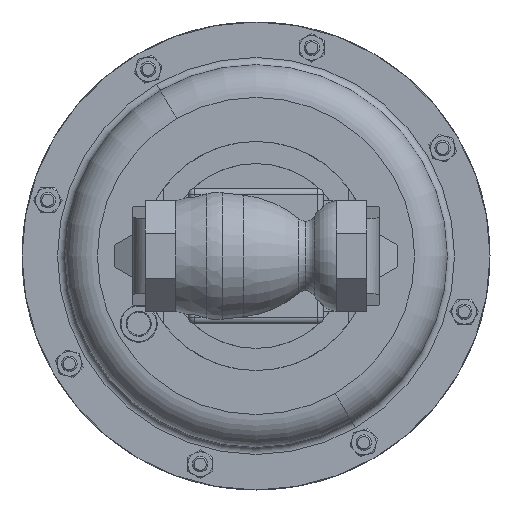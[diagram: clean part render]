
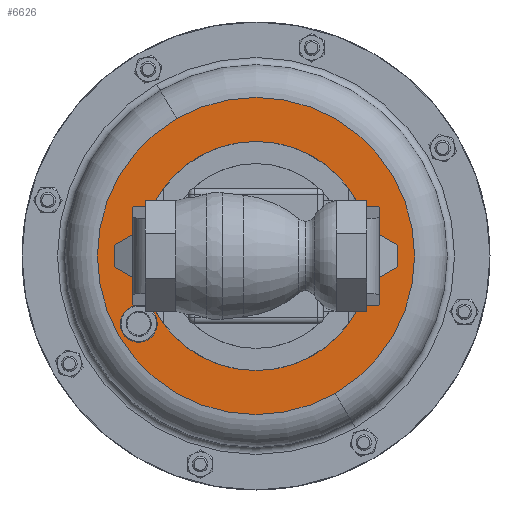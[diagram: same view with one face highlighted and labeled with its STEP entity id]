
A CAD part, front view. The second image highlights one B-rep face of the part: STEP entity #6626.
In plain terms, the highlighted planar face has unit normal (0, -1, 0).
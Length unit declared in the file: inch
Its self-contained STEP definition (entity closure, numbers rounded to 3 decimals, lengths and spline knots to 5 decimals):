
#47 = ORIENTED_EDGE ( 'NONE', *, *, #7698, .T. ) ;
#1273 = CARTESIAN_POINT ( 'NONE',  ( 0., 7.835, 0. ) ) ;
#2304 = DIRECTION ( 'NONE',  ( 0., -1., 0. ) ) ;
#2308 = CARTESIAN_POINT ( 'NONE',  ( 0., 7.835, 0. ) ) ;
#2574 = CARTESIAN_POINT ( 'NONE',  ( -2.39463, 7.835, -1.00023 ) ) ;
#3004 = DIRECTION ( 'NONE',  ( 0.5, 0., -0.866 ) ) ;
#3101 = CIRCLE ( 'NONE', #16157, 2.325 ) ;
#3184 = CIRCLE ( 'NONE', #8086, 2.325 ) ;
#3824 = VERTEX_POINT ( 'NONE', #5548 ) ;
#3852 = DIRECTION ( 'NONE',  ( 0., 1., 0. ) ) ;
#3968 = CARTESIAN_POINT ( 'NONE',  ( -2.38157, 7.835, -1.375 ) ) ;
#3990 = FACE_BOUND ( 'NONE', #6517, .T. ) ;
#4672 = DIRECTION ( 'NONE',  ( 0., 1., 0. ) ) ;
#4859 = CARTESIAN_POINT ( 'NONE',  ( 0., 7.835, 0. ) ) ;
#5059 = AXIS2_PLACEMENT_3D ( 'NONE', #15031, #4672, #16778 ) ;
#5548 = CARTESIAN_POINT ( 'NONE',  ( -1.6095, 7.835, 2.78774 ) ) ;
#5550 = CARTESIAN_POINT ( 'NONE',  ( 0., 7.835, 0. ) ) ;
#5621 = CIRCLE ( 'NONE', #9294, 3.219 ) ;
#5701 = DIRECTION ( 'NONE',  ( 0.035, 0., -0.999 ) ) ;
#6078 = CARTESIAN_POINT ( 'NONE',  ( 1.6095, 7.835, -2.78774 ) ) ;
#6517 = EDGE_LOOP ( 'NONE', ( #11038, #21098 ) ) ;
#6608 = DIRECTION ( 'NONE',  ( 0.5, 0., -0.866 ) ) ;
#6626 = ADVANCED_FACE ( 'NONE', ( #18900, #12656, #3990 ), #14379, .T. ) ;
#7303 = EDGE_LOOP ( 'NONE', ( #47, #20562 ) ) ;
#7698 = EDGE_CURVE ( 'NONE', #11471, #18161, #3184, .T. ) ;
#7793 = VERTEX_POINT ( 'NONE', #6078 ) ;
#8067 = EDGE_CURVE ( 'NONE', #3824, #7793, #16424, .T. ) ;
#8086 = AXIS2_PLACEMENT_3D ( 'NONE', #5550, #3852, #14200 ) ;
#8180 = AXIS2_PLACEMENT_3D ( 'NONE', #3968, #16066, #5701 ) ;
#8939 = CARTESIAN_POINT ( 'NONE',  ( 2.325, 7.835, 0. ) ) ;
#9294 = AXIS2_PLACEMENT_3D ( 'NONE', #4859, #16985, #6608 ) ;
#9533 = EDGE_CURVE ( 'NONE', #18405, #21398, #17615, .T. ) ;
#10025 = ORIENTED_EDGE ( 'NONE', *, *, #8067, .F. ) ;
#10204 = CIRCLE ( 'NONE', #8180, 0.375 ) ;
#10918 = CARTESIAN_POINT ( 'NONE',  ( -2.78774, 7.835, -1.6095 ) ) ;
#10920 = DIRECTION ( 'NONE',  ( 1., 0., 0. ) ) ;
#11038 = ORIENTED_EDGE ( 'NONE', *, *, #9533, .T. ) ;
#11471 = VERTEX_POINT ( 'NONE', #8939 ) ;
#12656 = FACE_OUTER_BOUND ( 'NONE', #13552, .T. ) ;
#13371 = DIRECTION ( 'NONE',  ( 0., 1., 0. ) ) ;
#13552 = EDGE_LOOP ( 'NONE', ( #18098, #10025 ) ) ;
#14200 = DIRECTION ( 'NONE',  ( 1., 0., 0. ) ) ;
#14201 = CARTESIAN_POINT ( 'NONE',  ( -2.36851, 7.835, -1.74977 ) ) ;
#14379 = PLANE ( 'NONE',  #20266 ) ;
#14387 = DIRECTION ( 'NONE',  ( 0., 1., 0. ) ) ;
#15031 = CARTESIAN_POINT ( 'NONE',  ( -2.38157, 7.835, -1.375 ) ) ;
#16066 = DIRECTION ( 'NONE',  ( 0., 1., 0. ) ) ;
#16106 = DIRECTION ( 'NONE',  ( -0.5, 0., 0.866 ) ) ;
#16157 = AXIS2_PLACEMENT_3D ( 'NONE', #2308, #14387, #10920 ) ;
#16424 = CIRCLE ( 'NONE', #16951, 3.219 ) ;
#16563 = CARTESIAN_POINT ( 'NONE',  ( -2.325, 7.835, 0. ) ) ;
#16574 = EDGE_CURVE ( 'NONE', #18161, #11471, #3101, .T. ) ;
#16778 = DIRECTION ( 'NONE',  ( 0.035, 0., -0.999 ) ) ;
#16951 = AXIS2_PLACEMENT_3D ( 'NONE', #1273, #13371, #3004 ) ;
#16985 = DIRECTION ( 'NONE',  ( 0., 1., 0. ) ) ;
#17615 = CIRCLE ( 'NONE', #5059, 0.375 ) ;
#18098 = ORIENTED_EDGE ( 'NONE', *, *, #20120, .F. ) ;
#18161 = VERTEX_POINT ( 'NONE', #16563 ) ;
#18405 = VERTEX_POINT ( 'NONE', #14201 ) ;
#18900 = FACE_BOUND ( 'NONE', #7303, .T. ) ;
#20120 = EDGE_CURVE ( 'NONE', #7793, #3824, #5621, .T. ) ;
#20266 = AXIS2_PLACEMENT_3D ( 'NONE', #10918, #2304, #16106 ) ;
#20562 = ORIENTED_EDGE ( 'NONE', *, *, #16574, .T. ) ;
#21098 = ORIENTED_EDGE ( 'NONE', *, *, #21315, .T. ) ;
#21315 = EDGE_CURVE ( 'NONE', #21398, #18405, #10204, .T. ) ;
#21398 = VERTEX_POINT ( 'NONE', #2574 ) ;
